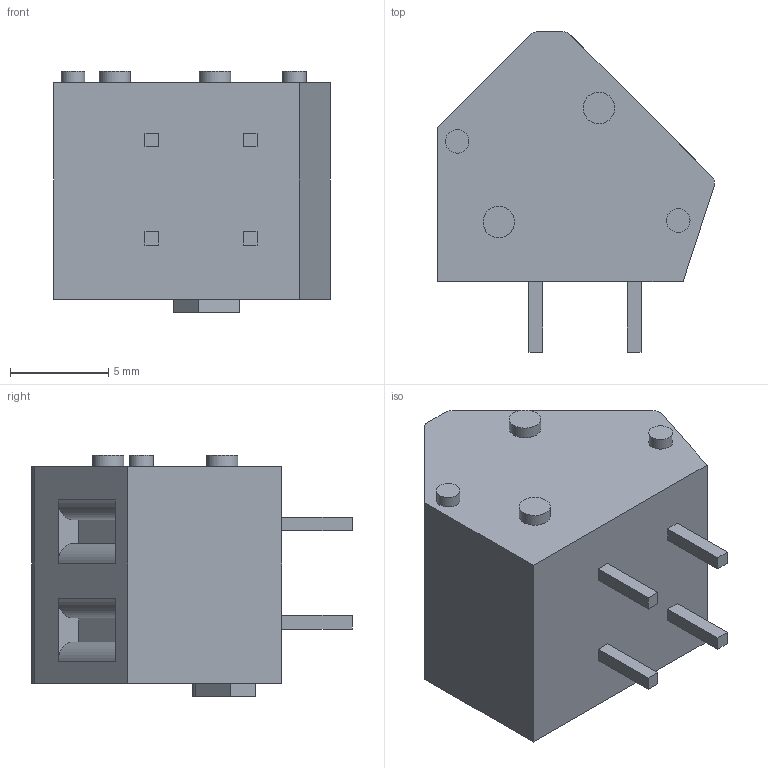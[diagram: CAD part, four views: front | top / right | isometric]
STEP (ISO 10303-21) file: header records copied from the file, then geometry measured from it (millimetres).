
FILE_DESCRIPTION(/* description */ ('STEP AP203'),/* implementation_level */ '2;1');
FILE_NAME(/* name */ '236-402_334-604',/* time_stamp */ '2023-04-19T13:36:08+02:00',/* author */ ('License CC BY-ND 4.0'),/* organization */ ('CADENAS'),/* preprocessor_version */ 'ST-DEVELOPER v19.3',/* originating_system */ 'PARTsolutions',/* authorisation */ ' ');
FILE_SCHEMA (('CONFIG_CONTROL_DESIGN'));
Length unit declared in the file: millimetre
Products named in the file (1): 236-402/334-604
Bounding box: 14.09 x 16.31 x 12.3 mm (x, y, z)
Volume: 1399 mm3; surface area: 923 mm2
Topology: 1 solids, 1 shells, 87 faces, 214 edges, 140 vertices
Faces by surface type: plane 75, cylinder 12
Full cylindrical faces by diameter (mm): 1.2 x2, 1.6 x2
Entity records: 3141 total; most frequent: CARTESIAN_POINT 438, ORIENTED_EDGE 420, DIRECTION 410, EDGE_CURVE 210, LINE 186, VECTOR 186, VERTEX_POINT 140, AXIS2_PLACEMENT_3D 112
